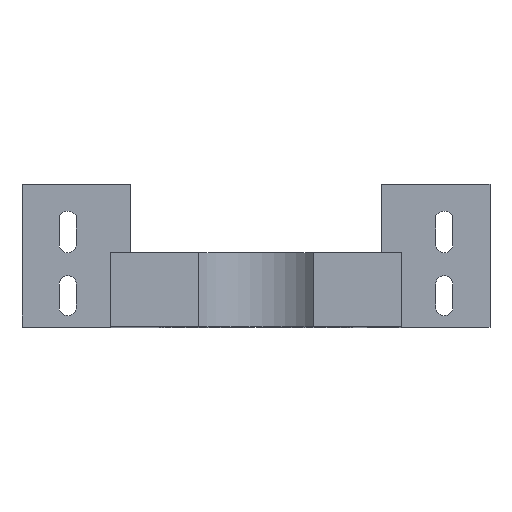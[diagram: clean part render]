
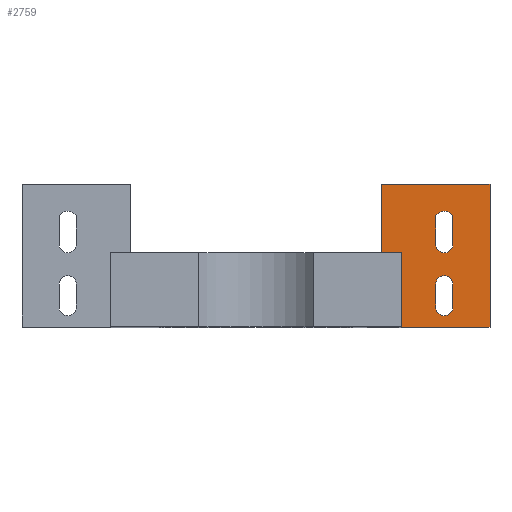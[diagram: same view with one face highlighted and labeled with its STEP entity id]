
A CAD part, top view. The second image highlights one B-rep face of the part: STEP entity #2759.
In plain terms, the highlighted planar face has unit normal (0, 0, 1).
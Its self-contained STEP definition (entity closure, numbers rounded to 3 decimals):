
#205=FACE_BOUND('',#569,.T.);
#206=FACE_BOUND('',#570,.T.);
#235=CIRCLE('',#2823,1.803);
#236=CIRCLE('',#2826,1.5);
#246=CIRCLE('',#2869,1.5);
#247=CIRCLE('',#2872,1.5);
#401=FACE_OUTER_BOUND('',#568,.T.);
#568=EDGE_LOOP('',(#2513,#2514,#2515,#2516,#2517,#2518));
#569=EDGE_LOOP('',(#2519,#2520,#2521,#2522));
#570=EDGE_LOOP('',(#2523,#2524,#2525,#2526));
#577=LINE('',#3485,#830);
#595=LINE('',#3529,#848);
#619=LINE('',#3595,#872);
#629=LINE('',#3637,#882);
#641=LINE('',#3667,#894);
#644=LINE('',#3674,#897);
#764=LINE('',#4911,#1017);
#777=LINE('',#4952,#1030);
#781=LINE('',#4961,#1034);
#827=LINE('',#5084,#1080);
#830=VECTOR('',#2931,10.);
#848=VECTOR('',#2963,10.);
#872=VECTOR('',#3019,10.);
#882=VECTOR('',#3057,10.);
#894=VECTOR('',#3089,10.);
#897=VECTOR('',#3098,10.);
#1017=VECTOR('',#3278,10.);
#1030=VECTOR('',#3311,10.);
#1034=VECTOR('',#3321,10.);
#1080=VECTOR('',#3471,10.);
#1082=VERTEX_POINT('',#3481);
#1084=VERTEX_POINT('',#3484);
#1103=VERTEX_POINT('',#3527);
#1129=VERTEX_POINT('',#3593);
#1147=VERTEX_POINT('',#3636);
#1153=VERTEX_POINT('',#3660);
#1154=VERTEX_POINT('',#3662);
#1155=VERTEX_POINT('',#3666);
#1156=VERTEX_POINT('',#3670);
#1303=VERTEX_POINT('',#4910);
#1320=VERTEX_POINT('',#4950);
#1321=VERTEX_POINT('',#4951);
#1322=VERTEX_POINT('',#4956);
#1323=VERTEX_POINT('',#4960);
#1350=EDGE_CURVE('',#1084,#1082,#577,.T.);
#1372=EDGE_CURVE('',#1103,#1082,#595,.T.);
#1405=EDGE_CURVE('',#1129,#1103,#619,.T.);
#1426=EDGE_CURVE('',#1084,#1147,#629,.T.);
#1439=EDGE_CURVE('',#1154,#1153,#235,.T.);
#1441=EDGE_CURVE('',#1155,#1154,#641,.T.);
#1443=EDGE_CURVE('',#1156,#1155,#236,.T.);
#1445=EDGE_CURVE('',#1153,#1156,#644,.T.);
#1662=EDGE_CURVE('',#1147,#1303,#764,.T.);
#1681=EDGE_CURVE('',#1320,#1321,#777,.T.);
#1684=EDGE_CURVE('',#1321,#1322,#246,.T.);
#1686=EDGE_CURVE('',#1322,#1323,#781,.T.);
#1688=EDGE_CURVE('',#1323,#1320,#247,.T.);
#1747=EDGE_CURVE('',#1303,#1129,#827,.T.);
#2513=ORIENTED_EDGE('',*,*,#1350,.T.);
#2514=ORIENTED_EDGE('',*,*,#1372,.F.);
#2515=ORIENTED_EDGE('',*,*,#1405,.F.);
#2516=ORIENTED_EDGE('',*,*,#1747,.F.);
#2517=ORIENTED_EDGE('',*,*,#1662,.F.);
#2518=ORIENTED_EDGE('',*,*,#1426,.F.);
#2519=ORIENTED_EDGE('',*,*,#1443,.T.);
#2520=ORIENTED_EDGE('',*,*,#1441,.T.);
#2521=ORIENTED_EDGE('',*,*,#1439,.T.);
#2522=ORIENTED_EDGE('',*,*,#1445,.T.);
#2523=ORIENTED_EDGE('',*,*,#1686,.T.);
#2524=ORIENTED_EDGE('',*,*,#1688,.T.);
#2525=ORIENTED_EDGE('',*,*,#1681,.T.);
#2526=ORIENTED_EDGE('',*,*,#1684,.T.);
#2616=PLANE('',#2922);
#2759=ADVANCED_FACE('',(#401,#205,#206),#2616,.T.);
#2823=AXIS2_PLACEMENT_3D('',#3663,#3084,#3085);
#2826=AXIS2_PLACEMENT_3D('',#3671,#3093,#3094);
#2869=AXIS2_PLACEMENT_3D('',#4957,#3316,#3317);
#2872=AXIS2_PLACEMENT_3D('',#4964,#3325,#3326);
#2922=AXIS2_PLACEMENT_3D('',#5083,#3469,#3470);
#2931=DIRECTION('',(-1.,0.,0.));
#2963=DIRECTION('',(0.,1.,0.));
#3019=DIRECTION('',(-1.,0.,0.));
#3057=DIRECTION('',(0.,-1.,0.));
#3084=DIRECTION('center_axis',(0.,0.,-1.));
#3085=DIRECTION('ref_axis',(-0.832,0.555,0.));
#3089=DIRECTION('',(0.,1.,0.));
#3093=DIRECTION('center_axis',(0.,0.,-1.));
#3094=DIRECTION('ref_axis',(1.,0.,0.));
#3098=DIRECTION('',(0.,-1.,0.));
#3278=DIRECTION('',(-1.,0.,0.));
#3311=DIRECTION('',(0.,1.,0.));
#3316=DIRECTION('center_axis',(0.,0.,-1.));
#3317=DIRECTION('ref_axis',(-1.,0.,0.));
#3321=DIRECTION('',(0.,-1.,0.));
#3325=DIRECTION('center_axis',(0.,0.,-1.));
#3326=DIRECTION('ref_axis',(1.,0.,0.));
#3469=DIRECTION('center_axis',(0.,0.,1.));
#3470=DIRECTION('ref_axis',(1.,0.,0.));
#3471=DIRECTION('',(0.,1.,0.));
#3481=CARTESIAN_POINT('',(62.183,25.,12.6));
#3484=CARTESIAN_POINT('',(81.183,25.,12.6));
#3485=CARTESIAN_POINT('',(32.433,25.,12.6));
#3527=CARTESIAN_POINT('',(62.183,13.,12.6));
#3529=CARTESIAN_POINT('',(62.183,13.,12.6));
#3593=CARTESIAN_POINT('',(65.683,13.,12.6));
#3595=CARTESIAN_POINT('',(51.183,13.,12.6));
#3636=CARTESIAN_POINT('',(81.183,0.,12.6));
#3637=CARTESIAN_POINT('',(81.183,0.,12.6));
#3660=CARTESIAN_POINT('',(74.683,19.5,12.6));
#3662=CARTESIAN_POINT('',(71.683,19.5,12.6));
#3663=CARTESIAN_POINT('Origin',(73.183,18.5,12.6));
#3666=CARTESIAN_POINT('',(71.683,14.5,12.6));
#3667=CARTESIAN_POINT('',(71.683,9.75,12.6));
#3670=CARTESIAN_POINT('',(74.683,14.5,12.6));
#3671=CARTESIAN_POINT('Origin',(73.183,14.5,12.6));
#3674=CARTESIAN_POINT('',(74.683,7.25,12.6));
#4910=CARTESIAN_POINT('',(65.683,0.,12.6));
#4911=CARTESIAN_POINT('',(80.183,0.,12.6));
#4950=CARTESIAN_POINT('',(71.683,3.5,12.6));
#4951=CARTESIAN_POINT('',(71.683,7.5,12.6));
#4952=CARTESIAN_POINT('',(71.683,3.75,12.6));
#4956=CARTESIAN_POINT('',(74.683,7.5,12.6));
#4957=CARTESIAN_POINT('Origin',(73.183,7.5,12.6));
#4960=CARTESIAN_POINT('',(74.683,3.5,12.6));
#4961=CARTESIAN_POINT('',(74.683,1.75,12.6));
#4964=CARTESIAN_POINT('Origin',(73.183,3.5,12.6));
#5083=CARTESIAN_POINT('Origin',(65.683,0.,12.6));
#5084=CARTESIAN_POINT('',(65.683,0.,12.6));
